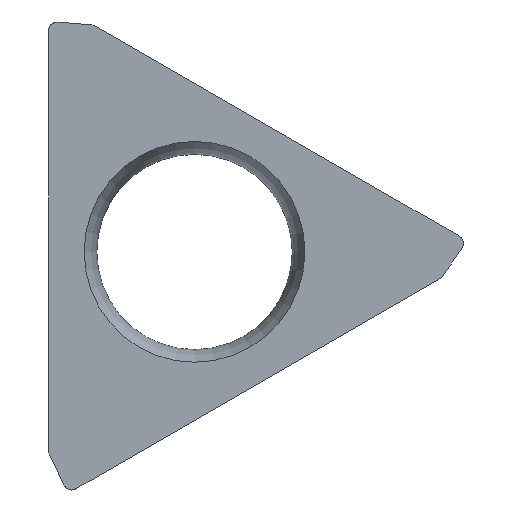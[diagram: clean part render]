
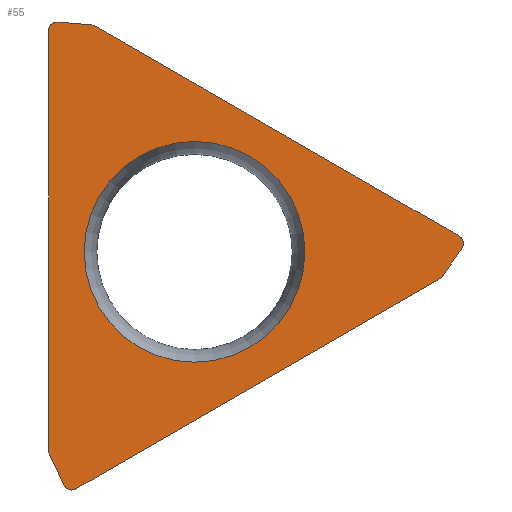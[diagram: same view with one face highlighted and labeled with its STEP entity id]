
A CAD part, top view. The second image highlights one B-rep face of the part: STEP entity #55.
In plain terms, the highlighted planar face has unit normal (0, 0, 1).
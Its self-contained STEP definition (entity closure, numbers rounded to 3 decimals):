
#55=ADVANCED_FACE('',(#88,#89),#71,.T.);
#71=PLANE('',#357);
#79=CIRCLE('',#356,1.271);
#88=FACE_BOUND('',#96,.T.);
#89=FACE_BOUND('',#97,.T.);
#96=EDGE_LOOP('',(#116,#117,#118,#119,#120,#121,#122,#123,#124,#125,#126,
#127));
#97=EDGE_LOOP('',(#128));
#116=ORIENTED_EDGE('',*,*,#221,.F.);
#117=ORIENTED_EDGE('',*,*,#222,.T.);
#118=ORIENTED_EDGE('',*,*,#223,.T.);
#119=ORIENTED_EDGE('',*,*,#224,.T.);
#120=ORIENTED_EDGE('',*,*,#225,.F.);
#121=ORIENTED_EDGE('',*,*,#226,.T.);
#122=ORIENTED_EDGE('',*,*,#227,.F.);
#123=ORIENTED_EDGE('',*,*,#228,.T.);
#124=ORIENTED_EDGE('',*,*,#229,.F.);
#125=ORIENTED_EDGE('',*,*,#230,.T.);
#126=ORIENTED_EDGE('',*,*,#231,.T.);
#127=ORIENTED_EDGE('',*,*,#232,.T.);
#128=ORIENTED_EDGE('',*,*,#233,.T.);
#194=VERTEX_POINT('',#530);
#195=VERTEX_POINT('',#531);
#196=VERTEX_POINT('',#548);
#197=VERTEX_POINT('',#550);
#198=VERTEX_POINT('',#558);
#199=VERTEX_POINT('',#560);
#200=VERTEX_POINT('',#580);
#201=VERTEX_POINT('',#582);
#202=VERTEX_POINT('',#590);
#203=VERTEX_POINT('',#592);
#204=VERTEX_POINT('',#612);
#205=VERTEX_POINT('',#614);
#206=VERTEX_POINT('',#623);
#221=EDGE_CURVE('',#194,#195,#260,.T.);
#222=EDGE_CURVE('',#194,#196,#322,.T.);
#223=EDGE_CURVE('',#196,#197,#261,.T.);
#224=EDGE_CURVE('',#197,#198,#323,.T.);
#225=EDGE_CURVE('',#199,#198,#262,.T.);
#226=EDGE_CURVE('',#199,#200,#324,.T.);
#227=EDGE_CURVE('',#201,#200,#263,.T.);
#228=EDGE_CURVE('',#201,#202,#325,.T.);
#229=EDGE_CURVE('',#203,#202,#264,.T.);
#230=EDGE_CURVE('',#203,#204,#326,.T.);
#231=EDGE_CURVE('',#204,#205,#265,.T.);
#232=EDGE_CURVE('',#205,#195,#327,.T.);
#233=EDGE_CURVE('',#206,#206,#79,.T.);
#260=LINE('',#529,#284);
#261=LINE('',#549,#285);
#262=LINE('',#559,#286);
#263=LINE('',#581,#287);
#264=LINE('',#591,#288);
#265=LINE('',#613,#289);
#284=VECTOR('',#381,1.);
#285=VECTOR('',#382,1.);
#286=VECTOR('',#383,1.);
#287=VECTOR('',#384,1.);
#288=VECTOR('',#385,1.);
#289=VECTOR('',#386,1.);
#322=B_SPLINE_CURVE_WITH_KNOTS('',3,(#532,#533,#534,#535,#536,#537,#538,
#539,#540,#541,#542,#543,#544,#545,#546,#547),.UNSPECIFIED.,.F.,.F.,(4,
3,3,3,3,4),(0.,0.204,0.407,0.611,0.814,
1.),.UNSPECIFIED.);
#323=B_SPLINE_CURVE_WITH_KNOTS('',3,(#551,#552,#553,#554,#555,#556,#557),
 .UNSPECIFIED.,.F.,.F.,(4,3,4),(0.,0.495,1.),.UNSPECIFIED.);
#324=B_SPLINE_CURVE_WITH_KNOTS('',3,(#561,#562,#563,#564,#565,#566,#567,
#568,#569,#570,#571,#572,#573,#574,#575,#576,#577,#578,#579),
 .UNSPECIFIED.,.F.,.F.,(4,3,3,3,3,3,4),(0.,0.116,0.319,
0.522,0.726,0.929,1.),.UNSPECIFIED.);
#325=B_SPLINE_CURVE_WITH_KNOTS('',3,(#583,#584,#585,#586,#587,#588,#589),
 .UNSPECIFIED.,.F.,.F.,(4,3,4),(0.,0.495,1.),.UNSPECIFIED.);
#326=B_SPLINE_CURVE_WITH_KNOTS('',3,(#593,#594,#595,#596,#597,#598,#599,
#600,#601,#602,#603,#604,#605,#606,#607,#608,#609,#610,#611),
 .UNSPECIFIED.,.F.,.F.,(4,3,3,3,3,3,4),(0.,0.116,0.319,
0.522,0.726,0.929,1.),.UNSPECIFIED.);
#327=B_SPLINE_CURVE_WITH_KNOTS('',3,(#615,#616,#617,#618,#619,#620,#621),
 .UNSPECIFIED.,.F.,.F.,(4,3,4),(0.,0.495,1.),.UNSPECIFIED.);
#356=AXIS2_PLACEMENT_3D('',#622,#387,#388);
#357=AXIS2_PLACEMENT_3D('',#624,#389,#390);
#381=DIRECTION('',(0.996,-0.087,0.));
#382=DIRECTION('',(0.,-1.,0.));
#383=DIRECTION('',(-0.423,0.906,0.));
#384=DIRECTION('',(-0.866,-0.5,0.));
#385=DIRECTION('',(-0.574,-0.819,0.));
#386=DIRECTION('',(-0.866,0.5,0.));
#387=DIRECTION('',(0.,0.,-1.));
#388=DIRECTION('',(-1.,0.,0.));
#389=DIRECTION('',(0.,0.,1.));
#390=DIRECTION('',(1.,0.,0.));
#529=CARTESIAN_POINT('',(-1.26,2.62,0.));
#530=CARTESIAN_POINT('',(-1.572,2.647,0.));
#531=CARTESIAN_POINT('',(-1.182,2.613,0.));
#532=CARTESIAN_POINT('',(-1.572,2.647,0.));
#533=CARTESIAN_POINT('',(-1.583,2.648,0.));
#534=CARTESIAN_POINT('',(-1.595,2.647,0.));
#535=CARTESIAN_POINT('',(-1.606,2.644,0.));
#536=CARTESIAN_POINT('',(-1.617,2.641,0.));
#537=CARTESIAN_POINT('',(-1.627,2.637,0.));
#538=CARTESIAN_POINT('',(-1.636,2.631,0.));
#539=CARTESIAN_POINT('',(-1.646,2.624,0.));
#540=CARTESIAN_POINT('',(-1.654,2.616,0.));
#541=CARTESIAN_POINT('',(-1.661,2.607,0.));
#542=CARTESIAN_POINT('',(-1.668,2.599,0.));
#543=CARTESIAN_POINT('',(-1.673,2.588,0.));
#544=CARTESIAN_POINT('',(-1.676,2.578,0.));
#545=CARTESIAN_POINT('',(-1.679,2.568,0.));
#546=CARTESIAN_POINT('',(-1.681,2.558,0.));
#547=CARTESIAN_POINT('',(-1.681,2.547,0.));
#548=CARTESIAN_POINT('',(-1.681,2.547,0.));
#549=CARTESIAN_POINT('',(-1.681,-7.722,0.));
#550=CARTESIAN_POINT('',(-1.681,-2.288,0.));
#551=CARTESIAN_POINT('',(-1.681,-2.288,0.));
#552=CARTESIAN_POINT('',(-1.681,-2.295,0.));
#553=CARTESIAN_POINT('',(-1.68,-2.302,0.));
#554=CARTESIAN_POINT('',(-1.679,-2.309,0.));
#555=CARTESIAN_POINT('',(-1.677,-2.317,0.));
#556=CARTESIAN_POINT('',(-1.675,-2.324,0.));
#557=CARTESIAN_POINT('',(-1.672,-2.33,0.));
#558=CARTESIAN_POINT('',(-1.672,-2.33,0.));
#559=CARTESIAN_POINT('',(-1.627,-2.427,0.));
#560=CARTESIAN_POINT('',(-1.506,-2.685,0.));
#561=CARTESIAN_POINT('',(-1.506,-2.685,0.));
#562=CARTESIAN_POINT('',(-1.503,-2.691,0.));
#563=CARTESIAN_POINT('',(-1.5,-2.696,0.));
#564=CARTESIAN_POINT('',(-1.496,-2.702,0.));
#565=CARTESIAN_POINT('',(-1.49,-2.711,0.));
#566=CARTESIAN_POINT('',(-1.482,-2.719,0.));
#567=CARTESIAN_POINT('',(-1.472,-2.725,0.));
#568=CARTESIAN_POINT('',(-1.463,-2.731,0.));
#569=CARTESIAN_POINT('',(-1.453,-2.736,0.));
#570=CARTESIAN_POINT('',(-1.442,-2.739,0.));
#571=CARTESIAN_POINT('',(-1.431,-2.742,0.));
#572=CARTESIAN_POINT('',(-1.42,-2.743,0.));
#573=CARTESIAN_POINT('',(-1.409,-2.743,0.));
#574=CARTESIAN_POINT('',(-1.397,-2.742,0.));
#575=CARTESIAN_POINT('',(-1.386,-2.739,0.));
#576=CARTESIAN_POINT('',(-1.376,-2.735,0.));
#577=CARTESIAN_POINT('',(-1.372,-2.733,0.));
#578=CARTESIAN_POINT('',(-1.369,-2.731,0.));
#579=CARTESIAN_POINT('',(-1.366,-2.729,0.));
#580=CARTESIAN_POINT('',(-1.366,-2.729,0.));
#581=CARTESIAN_POINT('',(2.02,-0.775,0.));
#582=CARTESIAN_POINT('',(2.822,-0.312,0.));
#583=CARTESIAN_POINT('',(2.822,-0.312,0.));
#584=CARTESIAN_POINT('',(2.828,-0.308,0.));
#585=CARTESIAN_POINT('',(2.834,-0.304,0.));
#586=CARTESIAN_POINT('',(2.839,-0.299,0.));
#587=CARTESIAN_POINT('',(2.845,-0.294,0.));
#588=CARTESIAN_POINT('',(2.85,-0.289,0.));
#589=CARTESIAN_POINT('',(2.854,-0.283,0.));
#590=CARTESIAN_POINT('',(2.854,-0.283,0.));
#591=CARTESIAN_POINT('',(2.917,-0.192,0.));
#592=CARTESIAN_POINT('',(3.078,0.038,0.));
#593=CARTESIAN_POINT('',(3.078,0.038,0.));
#594=CARTESIAN_POINT('',(3.082,0.043,0.));
#595=CARTESIAN_POINT('',(3.085,0.049,0.));
#596=CARTESIAN_POINT('',(3.088,0.055,0.));
#597=CARTESIAN_POINT('',(3.092,0.065,0.));
#598=CARTESIAN_POINT('',(3.095,0.076,0.));
#599=CARTESIAN_POINT('',(3.096,0.087,0.));
#600=CARTESIAN_POINT('',(3.097,0.099,0.));
#601=CARTESIAN_POINT('',(3.096,0.11,0.));
#602=CARTESIAN_POINT('',(3.093,0.121,0.));
#603=CARTESIAN_POINT('',(3.09,0.132,0.));
#604=CARTESIAN_POINT('',(3.086,0.142,0.));
#605=CARTESIAN_POINT('',(3.079,0.151,0.));
#606=CARTESIAN_POINT('',(3.073,0.161,0.));
#607=CARTESIAN_POINT('',(3.065,0.169,0.));
#608=CARTESIAN_POINT('',(3.056,0.176,0.));
#609=CARTESIAN_POINT('',(3.053,0.178,0.));
#610=CARTESIAN_POINT('',(3.05,0.18,0.));
#611=CARTESIAN_POINT('',(3.047,0.182,0.));
#612=CARTESIAN_POINT('',(3.047,0.182,0.));
#613=CARTESIAN_POINT('',(-5.847,5.317,0.));
#614=CARTESIAN_POINT('',(-1.141,2.6,0.));
#615=CARTESIAN_POINT('',(-1.141,2.6,0.));
#616=CARTESIAN_POINT('',(-1.147,2.603,0.));
#617=CARTESIAN_POINT('',(-1.154,2.606,0.));
#618=CARTESIAN_POINT('',(-1.161,2.608,0.));
#619=CARTESIAN_POINT('',(-1.168,2.611,0.));
#620=CARTESIAN_POINT('',(-1.175,2.612,0.));
#621=CARTESIAN_POINT('',(-1.182,2.613,0.));
#622=CARTESIAN_POINT('',(0.,0.,0.));
#623=CARTESIAN_POINT('',(-1.271,0.,0.));
#624=CARTESIAN_POINT('',(0.,0.,0.));
